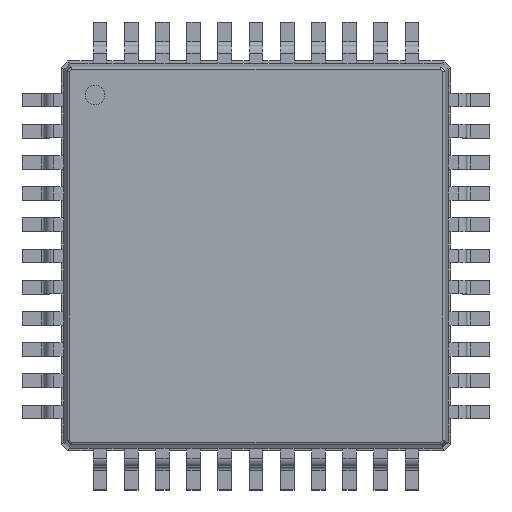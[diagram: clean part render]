
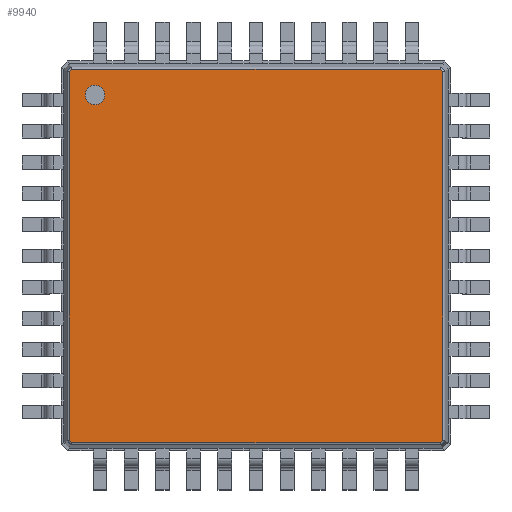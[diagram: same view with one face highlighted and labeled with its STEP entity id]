
A CAD part, top view. The second image highlights one B-rep face of the part: STEP entity #9940.
In plain terms, the highlighted planar face has unit normal (0, 0, 1).
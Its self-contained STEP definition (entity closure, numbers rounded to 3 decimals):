
#4890 = VERTEX_POINT('',#4891);
#4891 = CARTESIAN_POINT('',(4.789,4.724,1.1));
#5181 = EDGE_CURVE('',#4890,#5182,#5184,.T.);
#5182 = VERTEX_POINT('',#5183);
#5183 = CARTESIAN_POINT('',(4.789,-4.724,1.1));
#5184 = B_SPLINE_CURVE_WITH_KNOTS('',2,(#5185,#5186,#5187,#5188,#5189),
.UNSPECIFIED.,.F.,.F.,(3,1,1,3),(-0.505,-0.04,
9.52,9.984),.UNSPECIFIED.);
#5185 = CARTESIAN_POINT('',(4.789,5.244,1.1));
#5186 = CARTESIAN_POINT('',(4.789,5.012,1.1));
#5187 = CARTESIAN_POINT('',(4.789,0.,1.1));
#5188 = CARTESIAN_POINT('',(4.789,-5.012,1.1));
#5189 = CARTESIAN_POINT('',(4.789,-5.244,1.1));
#9297 = EDGE_CURVE('',#5182,#9298,#9300,.T.);
#9298 = VERTEX_POINT('',#9299);
#9299 = CARTESIAN_POINT('',(4.724,-4.789,1.1));
#9300 = B_SPLINE_CURVE_WITH_KNOTS('',2,(#9301,#9302,#9303,#9304,#9305),
.UNSPECIFIED.,.F.,.F.,(3,1,1,3),(-0.218,-0.04,
0.167,0.345),.UNSPECIFIED.);
#9301 = CARTESIAN_POINT('',(4.955,-4.557,1.1));
#9302 = CARTESIAN_POINT('',(4.892,-4.62,1.1));
#9303 = CARTESIAN_POINT('',(4.756,-4.756,1.1));
#9304 = CARTESIAN_POINT('',(4.62,-4.892,1.1));
#9305 = CARTESIAN_POINT('',(4.557,-4.955,1.1));
#9618 = VERTEX_POINT('',#9619);
#9619 = CARTESIAN_POINT('',(4.724,4.789,1.1));
#9915 = EDGE_CURVE('',#9618,#4890,#9916,.T.);
#9916 = B_SPLINE_CURVE_WITH_KNOTS('',2,(#9917,#9918,#9919,#9920,#9921),
.UNSPECIFIED.,.F.,.F.,(3,1,1,3),(-0.218,-0.04,
0.167,0.345),.UNSPECIFIED.);
#9917 = CARTESIAN_POINT('',(4.557,4.955,1.1));
#9918 = CARTESIAN_POINT('',(4.62,4.892,1.1));
#9919 = CARTESIAN_POINT('',(4.756,4.756,1.1));
#9920 = CARTESIAN_POINT('',(4.892,4.62,1.1));
#9921 = CARTESIAN_POINT('',(4.955,4.557,1.1));
#9940 = ADVANCED_FACE('',(#9941,#9994),#10005,.T.);
#9941 = FACE_BOUND('',#9942,.T.);
#9942 = EDGE_LOOP('',(#9943,#9953,#9954,#9955,#9956,#9966,#9976,#9986));
#9943 = ORIENTED_EDGE('',*,*,#9944,.F.);
#9944 = EDGE_CURVE('',#9298,#9945,#9947,.T.);
#9945 = VERTEX_POINT('',#9946);
#9946 = CARTESIAN_POINT('',(-4.724,-4.789,1.1));
#9947 = B_SPLINE_CURVE_WITH_KNOTS('',2,(#9948,#9949,#9950,#9951,#9952),
.UNSPECIFIED.,.F.,.F.,(3,1,1,3),(-0.505,-0.04,
9.52,9.984),.UNSPECIFIED.);
#9948 = CARTESIAN_POINT('',(5.244,-4.789,1.1));
#9949 = CARTESIAN_POINT('',(5.012,-4.789,1.1));
#9950 = CARTESIAN_POINT('',(0.,-4.789,1.1));
#9951 = CARTESIAN_POINT('',(-5.012,-4.789,1.1));
#9952 = CARTESIAN_POINT('',(-5.244,-4.789,1.1));
#9953 = ORIENTED_EDGE('',*,*,#9297,.F.);
#9954 = ORIENTED_EDGE('',*,*,#5181,.F.);
#9955 = ORIENTED_EDGE('',*,*,#9915,.F.);
#9956 = ORIENTED_EDGE('',*,*,#9957,.F.);
#9957 = EDGE_CURVE('',#9958,#9618,#9960,.T.);
#9958 = VERTEX_POINT('',#9959);
#9959 = CARTESIAN_POINT('',(-4.724,4.789,1.1));
#9960 = B_SPLINE_CURVE_WITH_KNOTS('',2,(#9961,#9962,#9963,#9964,#9965),
.UNSPECIFIED.,.F.,.F.,(3,1,1,3),(-0.505,-0.04,
9.52,9.984),.UNSPECIFIED.);
#9961 = CARTESIAN_POINT('',(-5.244,4.789,1.1));
#9962 = CARTESIAN_POINT('',(-5.012,4.789,1.1));
#9963 = CARTESIAN_POINT('',(0.,4.789,1.1));
#9964 = CARTESIAN_POINT('',(5.012,4.789,1.1));
#9965 = CARTESIAN_POINT('',(5.244,4.789,1.1));
#9966 = ORIENTED_EDGE('',*,*,#9967,.F.);
#9967 = EDGE_CURVE('',#9968,#9958,#9970,.T.);
#9968 = VERTEX_POINT('',#9969);
#9969 = CARTESIAN_POINT('',(-4.789,4.724,1.1));
#9970 = B_SPLINE_CURVE_WITH_KNOTS('',2,(#9971,#9972,#9973,#9974,#9975),
.UNSPECIFIED.,.F.,.F.,(3,1,1,3),(-0.218,-0.04,
0.167,0.345),.UNSPECIFIED.);
#9971 = CARTESIAN_POINT('',(-4.955,4.557,1.1));
#9972 = CARTESIAN_POINT('',(-4.892,4.62,1.1));
#9973 = CARTESIAN_POINT('',(-4.756,4.756,1.1));
#9974 = CARTESIAN_POINT('',(-4.62,4.892,1.1));
#9975 = CARTESIAN_POINT('',(-4.557,4.955,1.1));
#9976 = ORIENTED_EDGE('',*,*,#9977,.F.);
#9977 = EDGE_CURVE('',#9978,#9968,#9980,.T.);
#9978 = VERTEX_POINT('',#9979);
#9979 = CARTESIAN_POINT('',(-4.789,-4.724,1.1));
#9980 = B_SPLINE_CURVE_WITH_KNOTS('',2,(#9981,#9982,#9983,#9984,#9985),
.UNSPECIFIED.,.F.,.F.,(3,1,1,3),(-0.505,-0.04,
9.52,9.984),.UNSPECIFIED.);
#9981 = CARTESIAN_POINT('',(-4.789,-5.244,1.1));
#9982 = CARTESIAN_POINT('',(-4.789,-5.012,1.1));
#9983 = CARTESIAN_POINT('',(-4.789,0.,1.1));
#9984 = CARTESIAN_POINT('',(-4.789,5.012,1.1));
#9985 = CARTESIAN_POINT('',(-4.789,5.244,1.1));
#9986 = ORIENTED_EDGE('',*,*,#9987,.F.);
#9987 = EDGE_CURVE('',#9945,#9978,#9988,.T.);
#9988 = B_SPLINE_CURVE_WITH_KNOTS('',2,(#9989,#9990,#9991,#9992,#9993),
.UNSPECIFIED.,.F.,.F.,(3,1,1,3),(-0.218,-0.04,
0.167,0.345),.UNSPECIFIED.);
#9989 = CARTESIAN_POINT('',(-4.557,-4.955,1.1));
#9990 = CARTESIAN_POINT('',(-4.62,-4.892,1.1));
#9991 = CARTESIAN_POINT('',(-4.756,-4.756,1.1));
#9992 = CARTESIAN_POINT('',(-4.892,-4.62,1.1));
#9993 = CARTESIAN_POINT('',(-4.955,-4.557,1.1));
#9994 = FACE_BOUND('',#9995,.T.);
#9995 = EDGE_LOOP('',(#9996));
#9996 = ORIENTED_EDGE('',*,*,#9997,.F.);
#9997 = EDGE_CURVE('',#9998,#9998,#10000,.T.);
#9998 = VERTEX_POINT('',#9999);
#9999 = CARTESIAN_POINT('',(-4.129,3.879,1.1));
#10000 = CIRCLE('',#10001,0.25);
#10001 = AXIS2_PLACEMENT_3D('',#10002,#10003,#10004);
#10002 = CARTESIAN_POINT('',(-4.129,4.129,1.1));
#10003 = DIRECTION('',(0.,0.,1.));
#10004 = DIRECTION('',(0.,-1.,0.));
#10005 = PLANE('',#10006);
#10006 = AXIS2_PLACEMENT_3D('',#10007,#10008,#10009);
#10007 = CARTESIAN_POINT('',(-4.74,4.829,1.1));
#10008 = DIRECTION('',(0.,0.,1.));
#10009 = DIRECTION('',(0.7,-0.714,0.));
